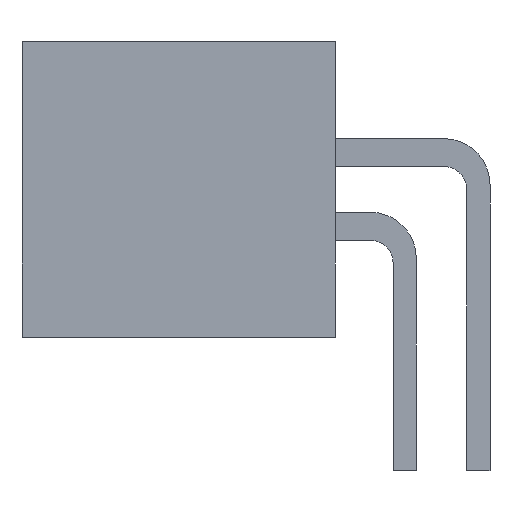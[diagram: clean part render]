
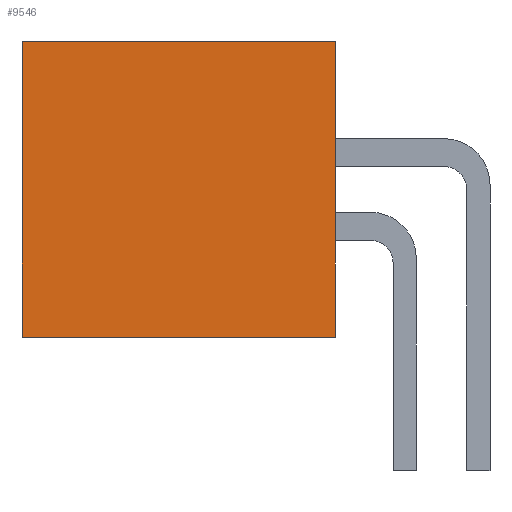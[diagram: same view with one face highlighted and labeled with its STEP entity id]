
A CAD part, left-side view. The second image highlights one B-rep face of the part: STEP entity #9546.
In plain terms, the highlighted planar face has unit normal (-1, 0, 0).
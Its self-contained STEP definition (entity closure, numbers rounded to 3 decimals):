
#533=DIRECTION('',(0.,0.,1.));
#534=VECTOR('',#533,5.1);
#535=CARTESIAN_POINT('',(-10.135,5.4,-2.55));
#536=LINE('4211',#535,#534);
#577=DIRECTION('',(0.,1.,0.));
#578=VECTOR('',#577,5.4);
#579=CARTESIAN_POINT('',(-10.135,0.,2.55));
#580=LINE('4215',#579,#578);
#685=DIRECTION('',(0.,0.,1.));
#686=VECTOR('',#685,5.1);
#687=CARTESIAN_POINT('',(-10.135,0.,-2.55));
#688=LINE('4209',#687,#686);
#3469=DIRECTION('',(0.,1.,0.));
#3470=VECTOR('',#3469,5.4);
#3471=CARTESIAN_POINT('',(-10.135,0.,-2.55));
#3472=LINE('4214',#3471,#3470);
#3937=CARTESIAN_POINT('',(-10.135,0.,-2.55));
#3938=CARTESIAN_POINT('',(-10.135,0.,2.55));
#3939=VERTEX_POINT('',#3937);
#3940=VERTEX_POINT('',#3938);
#3945=CARTESIAN_POINT('',(-10.135,5.4,-2.55));
#3946=CARTESIAN_POINT('',(-10.135,5.4,2.55));
#3947=VERTEX_POINT('',#3945);
#3948=VERTEX_POINT('',#3946);
#9535=CARTESIAN_POINT('',(-10.135,0.,-2.55));
#9536=DIRECTION('',(-1.,0.,0.));
#9537=DIRECTION('',(0.,0.,1.));
#9538=AXIS2_PLACEMENT_3D('',#9535,#9536,#9537);
#9539=PLANE('3666',#9538);
#9540=ORIENTED_EDGE('4209',*,*,#5093,.F.);
#9541=ORIENTED_EDGE('4214',*,*,#5162,.T.);
#9542=ORIENTED_EDGE('4211',*,*,#4951,.T.);
#9543=ORIENTED_EDGE('4215',*,*,#5003,.F.);
#9544=EDGE_LOOP('3666',(#9540,#9541,#9542,#9543));
#9545=FACE_OUTER_BOUND('3666',#9544,.F.);
#9546=ADVANCED_FACE('3666',(#9545),#9539,.T.);
#4951=EDGE_CURVE('4211',#3947,#3948,#536,.T.);
#5003=EDGE_CURVE('4215',#3940,#3948,#580,.T.);
#5093=EDGE_CURVE('4209',#3939,#3940,#688,.T.);
#5162=EDGE_CURVE('4214',#3939,#3947,#3472,.T.);
